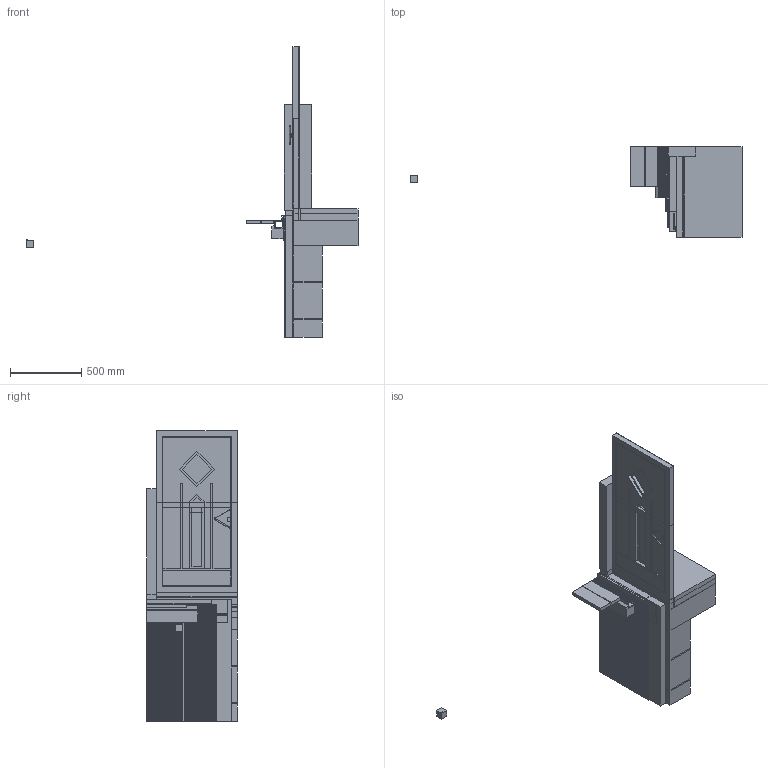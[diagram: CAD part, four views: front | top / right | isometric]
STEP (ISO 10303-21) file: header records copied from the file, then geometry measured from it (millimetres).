
FILE_DESCRIPTION(('STEP AP214'),'1');
FILE_NAME('20.STP','2020-03-09T09:43:06',(' '),(' '),'Spatial InterOp 3D',' ',' ');
FILE_SCHEMA(('automotive_design'));
Length unit declared in the file: millimetre
Products named in the file (326): 3D WÜRFEL; Quader; gerades Prisma; 1; 2;  Lokale Op.             Fensterrahmen;  Lokale Op.               Fensterscheibe
Bounding box: 2328.24 x 636.26 x 2035 mm (x, y, z)
Volume: 229470021.4 mm3; surface area: 13982248.4 mm2
Topology: 326 solids, 326 shells, 2052 faces, 4188 edges, 2790 vertices
Faces by surface type: plane 2041, cylinder 10, torus 1
Entity records: 76587 total; most frequent: CARTESIAN_POINT 9356, DIRECTION 8963, ORIENTED_EDGE 8372, EDGE_CURVE 4186, LINE 4165, VECTOR 4165, VERTEX_POINT 2792, AXIS2_PLACEMENT_3D 2399
